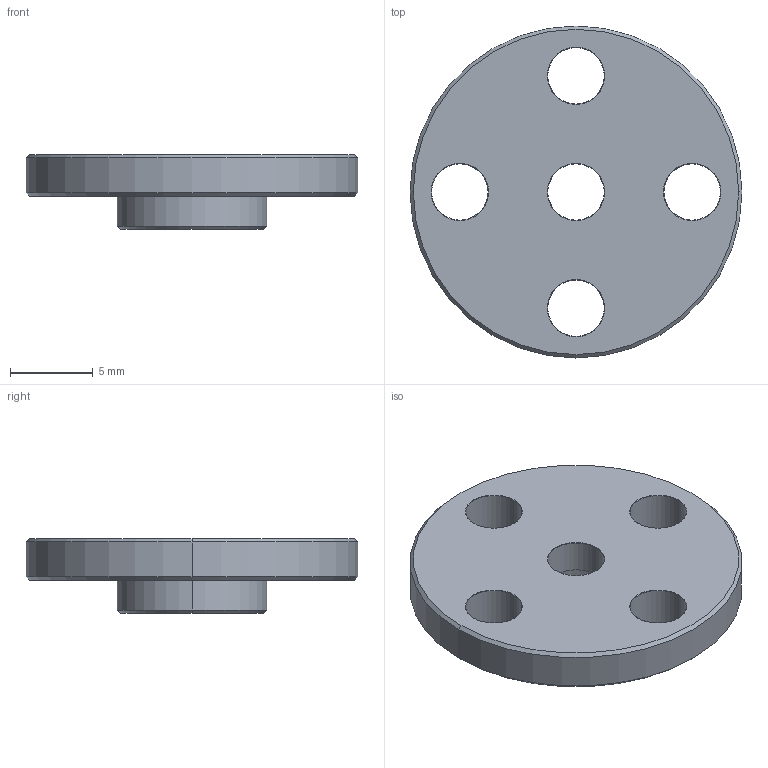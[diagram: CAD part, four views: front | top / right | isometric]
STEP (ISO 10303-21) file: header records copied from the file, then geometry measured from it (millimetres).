
FILE_DESCRIPTION (( 'STEP AP214' ), '1' );
FILE_NAME ('servo_diskpin.STEP', '2025-03-31T14:03:30', ( '' ), ( '' ), 'SwSTEP 2.0', 'SolidWorks 2025', '' );
FILE_SCHEMA (( 'AUTOMOTIVE_DESIGN' ));
Length unit declared in the file: millimetre
Products named in the file (1): servo_diskpin_default
Bounding box: 20 x 20 x 4.5 mm (x, y, z)
Volume: 729.5 mm3; surface area: 905.3 mm2
Topology: 1 solids, 1 shells, 38 faces, 84 edges, 50 vertices
Faces by surface type: cone 18, cylinder 16, plane 4
Entity records: 1097 total; most frequent: DIRECTION 212, CARTESIAN_POINT 173, ORIENTED_EDGE 168, AXIS2_PLACEMENT_3D 89, EDGE_CURVE 84, VERTEX_POINT 50, CIRCLE 50, EDGE_LOOP 50
